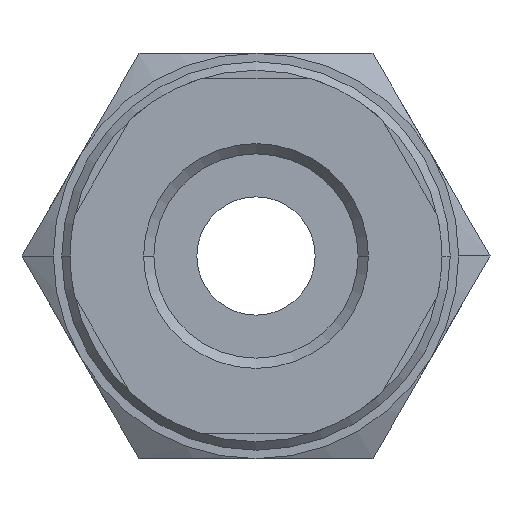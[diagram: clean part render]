
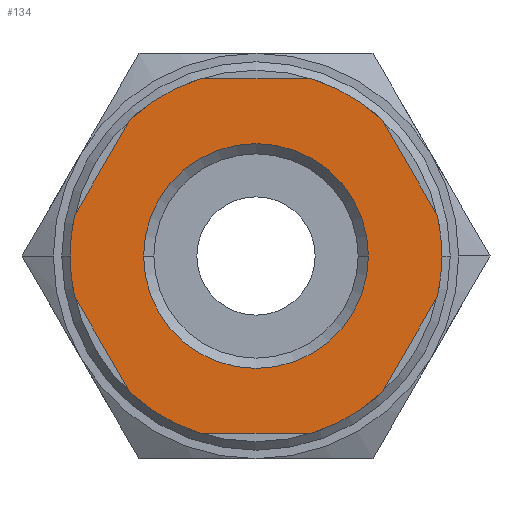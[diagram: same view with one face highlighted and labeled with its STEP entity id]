
A CAD part, front view. The second image highlights one B-rep face of the part: STEP entity #134.
In plain terms, the highlighted planar face has unit normal (0, -1, 0).
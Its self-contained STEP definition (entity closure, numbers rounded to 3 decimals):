
#134=ADVANCED_FACE('',(#328,#329),#330,.T.);
#328=FACE_BOUND('',#583,.T.);
#329=FACE_OUTER_BOUND('',#584,.T.);
#330=PLANE('',#585);
#583=EDGE_LOOP('',(#912,#913));
#584=EDGE_LOOP('',(#914,#915,#916,#917,#918,#919,#920,#921,#922,#923,#924,#925,#926,#927));
#585=AXIS2_PLACEMENT_3D('',#928,#929,#930);
#912=ORIENTED_EDGE('',*,*,#1534,.T.);
#913=ORIENTED_EDGE('',*,*,#1495,.T.);
#914=ORIENTED_EDGE('',*,*,#1535,.T.);
#915=ORIENTED_EDGE('',*,*,#1536,.F.);
#916=ORIENTED_EDGE('',*,*,#1537,.T.);
#917=ORIENTED_EDGE('',*,*,#1538,.F.);
#918=ORIENTED_EDGE('',*,*,#1488,.T.);
#919=ORIENTED_EDGE('',*,*,#1539,.F.);
#920=ORIENTED_EDGE('',*,*,#1540,.F.);
#921=ORIENTED_EDGE('',*,*,#1541,.T.);
#922=ORIENTED_EDGE('',*,*,#1542,.F.);
#923=ORIENTED_EDGE('',*,*,#1543,.T.);
#924=ORIENTED_EDGE('',*,*,#1544,.F.);
#925=ORIENTED_EDGE('',*,*,#1545,.T.);
#926=ORIENTED_EDGE('',*,*,#1525,.F.);
#927=ORIENTED_EDGE('',*,*,#1546,.F.);
#928=CARTESIAN_POINT('',(5.5,0.0,0.0));
#929=DIRECTION('',(-0.0,-1.0,-0.0));
#930=DIRECTION('',(-1.0,0.0,0.0));
#1488=EDGE_CURVE('',#1768,#1765,#1769,.T.);
#1495=EDGE_CURVE('',#1775,#1779,#1781,.T.);
#1525=EDGE_CURVE('',#1827,#1829,#1830,.T.);
#1534=EDGE_CURVE('',#1779,#1775,#1842,.T.);
#1535=EDGE_CURVE('',#1843,#1844,#1845,.T.);
#1536=EDGE_CURVE('',#1846,#1844,#1847,.T.);
#1537=EDGE_CURVE('',#1846,#1848,#1849,.T.);
#1538=EDGE_CURVE('',#1768,#1848,#1850,.T.);
#1539=EDGE_CURVE('',#1851,#1765,#1852,.T.);
#1540=EDGE_CURVE('',#1853,#1851,#1854,.T.);
#1541=EDGE_CURVE('',#1853,#1855,#1856,.T.);
#1542=EDGE_CURVE('',#1857,#1855,#1858,.T.);
#1543=EDGE_CURVE('',#1857,#1859,#1860,.T.);
#1544=EDGE_CURVE('',#1861,#1859,#1862,.T.);
#1545=EDGE_CURVE('',#1861,#1829,#1863,.T.);
#1546=EDGE_CURVE('',#1843,#1827,#1864,.T.);
#1765=VERTEX_POINT('',#2174);
#1768=VERTEX_POINT('',#2178);
#1769=LINE('',#2179,#2180);
#1775=VERTEX_POINT('',#2188);
#1779=VERTEX_POINT('',#2193);
#1781=CIRCLE('',#2196,6.655);
#1827=VERTEX_POINT('',#2326);
#1829=VERTEX_POINT('',#2329);
#1830=CIRCLE('',#2330,11.0);
#1842=CIRCLE('',#2345,6.655);
#1843=VERTEX_POINT('',#2346);
#1844=VERTEX_POINT('',#2347);
#1845=LINE('',#2348,#2349);
#1846=VERTEX_POINT('',#2350);
#1847=CIRCLE('',#2351,11.0);
#1848=VERTEX_POINT('',#2352);
#1849=LINE('',#2353,#2354);
#1850=CIRCLE('',#2355,11.0);
#1851=VERTEX_POINT('',#2356);
#1852=CIRCLE('',#2357,11.0);
#1853=VERTEX_POINT('',#2358);
#1854=CIRCLE('',#2359,11.0);
#1855=VERTEX_POINT('',#2360);
#1856=LINE('',#2361,#2362);
#1857=VERTEX_POINT('',#2363);
#1858=CIRCLE('',#2364,11.0);
#1859=VERTEX_POINT('',#2365);
#1860=LINE('',#2366,#2367);
#1861=VERTEX_POINT('',#2368);
#1862=CIRCLE('',#2369,11.0);
#1863=LINE('',#2370,#2371);
#1864=CIRCLE('',#2372,11.0);
#2174=CARTESIAN_POINT('',(10.733,0.0,-2.411));
#2178=CARTESIAN_POINT('',(7.454,0.0,-8.089));
#2179=CARTESIAN_POINT('',(9.781,0.0,-4.059));
#2180=VECTOR('',#2822,1.0);
#2188=CARTESIAN_POINT('',(6.655,0.0,0.));
#2193=CARTESIAN_POINT('',(-6.655,0.0,0.));
#2196=AXIS2_PLACEMENT_3D('',#2830,#2831,#2832);
#2326=CARTESIAN_POINT('',(-11.0,0.0,0.));
#2329=CARTESIAN_POINT('',(-10.733,0.0,2.411));
#2330=AXIS2_PLACEMENT_3D('',#2862,#2863,#2864);
#2345=AXIS2_PLACEMENT_3D('',#2877,#2878,#2879);
#2346=CARTESIAN_POINT('',(-10.733,0.0,-2.411));
#2347=CARTESIAN_POINT('',(-7.454,0.0,-8.089));
#2348=CARTESIAN_POINT('',(-8.406,0.0,-6.441));
#2349=VECTOR('',#2880,1.0);
#2350=CARTESIAN_POINT('',(-3.279,0.0,-10.5));
#2351=AXIS2_PLACEMENT_3D('',#2881,#2882,#2883);
#2352=CARTESIAN_POINT('',(3.279,0.0,-10.5));
#2353=CARTESIAN_POINT('',(2.75,0.0,-10.5));
#2354=VECTOR('',#2884,1.0);
#2355=AXIS2_PLACEMENT_3D('',#2885,#2886,#2887);
#2356=CARTESIAN_POINT('',(11.0,0.0,0.));
#2357=AXIS2_PLACEMENT_3D('',#2888,#2889,#2890);
#2358=CARTESIAN_POINT('',(10.733,0.0,2.411));
#2359=AXIS2_PLACEMENT_3D('',#2891,#2892,#2893);
#2360=CARTESIAN_POINT('',(7.454,0.0,8.089));
#2361=CARTESIAN_POINT('',(9.781,0.0,4.059));
#2362=VECTOR('',#2894,1.0);
#2363=CARTESIAN_POINT('',(3.279,0.0,10.5));
#2364=AXIS2_PLACEMENT_3D('',#2895,#2896,#2897);
#2365=CARTESIAN_POINT('',(-3.279,0.0,10.5));
#2366=CARTESIAN_POINT('',(2.75,0.0,10.5));
#2367=VECTOR('',#2898,1.0);
#2368=CARTESIAN_POINT('',(-7.454,0.0,8.089));
#2369=AXIS2_PLACEMENT_3D('',#2899,#2900,#2901);
#2370=CARTESIAN_POINT('',(-8.406,0.0,6.441));
#2371=VECTOR('',#2902,1.0);
#2372=AXIS2_PLACEMENT_3D('',#2903,#2904,#2905);
#2822=DIRECTION('',(0.5,-0.0,0.866));
#2830=CARTESIAN_POINT('',(0.0,0.0,0.0));
#2831=DIRECTION('',(-0.0,1.0,0.0));
#2832=DIRECTION('',(1.0,0.0,0.0));
#2862=CARTESIAN_POINT('',(0.0,0.0,0.0));
#2863=DIRECTION('',(-0.0,1.0,0.0));
#2864=DIRECTION('',(1.0,0.0,0.0));
#2877=CARTESIAN_POINT('',(0.0,0.0,0.0));
#2878=DIRECTION('',(-0.0,1.0,0.0));
#2879=DIRECTION('',(1.0,0.0,0.0));
#2880=DIRECTION('',(0.5,0.0,-0.866));
#2881=CARTESIAN_POINT('',(0.0,0.0,0.0));
#2882=DIRECTION('',(-0.0,1.0,0.0));
#2883=DIRECTION('',(1.0,0.0,0.0));
#2884=DIRECTION('',(1.0,-0.0,0.0));
#2885=CARTESIAN_POINT('',(0.0,0.0,0.0));
#2886=DIRECTION('',(-0.0,1.0,0.0));
#2887=DIRECTION('',(1.0,0.0,0.0));
#2888=CARTESIAN_POINT('',(0.0,0.0,0.0));
#2889=DIRECTION('',(-0.0,1.0,0.0));
#2890=DIRECTION('',(1.0,0.0,0.0));
#2891=CARTESIAN_POINT('',(0.0,0.0,0.0));
#2892=DIRECTION('',(-0.0,1.0,0.0));
#2893=DIRECTION('',(1.0,0.0,0.0));
#2894=DIRECTION('',(-0.5,0.0,0.866));
#2895=CARTESIAN_POINT('',(0.0,0.0,0.0));
#2896=DIRECTION('',(-0.0,1.0,0.0));
#2897=DIRECTION('',(1.0,0.0,0.0));
#2898=DIRECTION('',(-1.0,0.0,0.));
#2899=CARTESIAN_POINT('',(0.0,0.0,0.0));
#2900=DIRECTION('',(-0.0,1.0,0.0));
#2901=DIRECTION('',(1.0,0.0,0.0));
#2902=DIRECTION('',(-0.5,0.0,-0.866));
#2903=CARTESIAN_POINT('',(0.0,0.0,0.0));
#2904=DIRECTION('',(-0.0,1.0,0.0));
#2905=DIRECTION('',(1.0,0.0,0.0));
